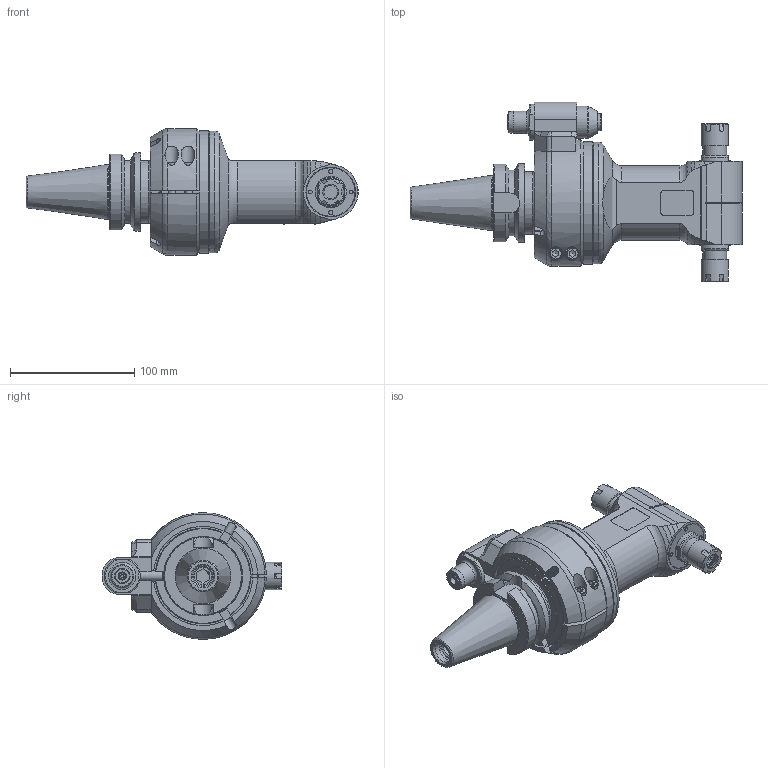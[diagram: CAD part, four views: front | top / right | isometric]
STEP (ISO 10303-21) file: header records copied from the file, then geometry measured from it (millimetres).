
FILE_DESCRIPTION(/* description */ (''),/* implementation_level */ '2;1');
FILE_NAME(/* name */ '9.F90.1000D-1B40.stp',/* time_stamp */ '2026-01-16T14:19:43-05:00',/* author */ ('jkrenzer'),/* organization */ (''),/* preprocessor_version */ 'ST-DEVELOPER v20',/* originating_system */ 'Autodesk Inventor 2025',/* authorisation */ '');
FILE_SCHEMA (('AUTOMOTIVE_DESIGN { 1 0 10303 214 3 1 1 }'));
Products named in the file (3): 9.F90.1000D-1B40; 9_F90_10_2U0; 9_GA1_346_2   (EVO, Type 1, BT40, 65mm)
Assembly tree (2 placements, depth 2):
  9.F90.1000D-1B40
    9_F90_10_2U0
    9_GA1_346_2   (EVO, Type 1, BT40, 65mm)
Bounding box: 267.32 x 144.75 x 101.99 mm (x, y, z)
Volume: 917325.6 mm3; surface area: 154088.6 mm2
Topology: 5 solids, 7 shells, 661 faces, 1654 edges, 1069 vertices
Faces by surface type: plane 298, cone 163, cylinder 160, torus 30, bspline 8, sphere 2
Full cylindrical faces by diameter (mm): 1.6 x4, 2.5 x3, 2.6 x2, 3 x2, 3.2 x8, 4.2 x4, 5 x2, 6 x4, 6.5 x1, 7 x1, 8 x2, 8.5 x20, 10 x4, 10.2 x1, 10.4 x2, 11 x4, 12 x3, 12.5 x1, 12.8 x2, 13 x2, 14 x2, 16.6 x2, 17 x1, 17.6 x1, 18 x4, 19 x3, 19.2 x4, 22 x2, 25 x2, 25.3 x1
Entity records: 50339 total; most frequent: CARTESIAN_POINT 34831, ORIENTED_EDGE 3234, DIRECTION 3195, EDGE_CURVE 1617, AXIS2_PLACEMENT_3D 1234, VERTEX_POINT 1069, EDGE_LOOP 773, LINE 727
